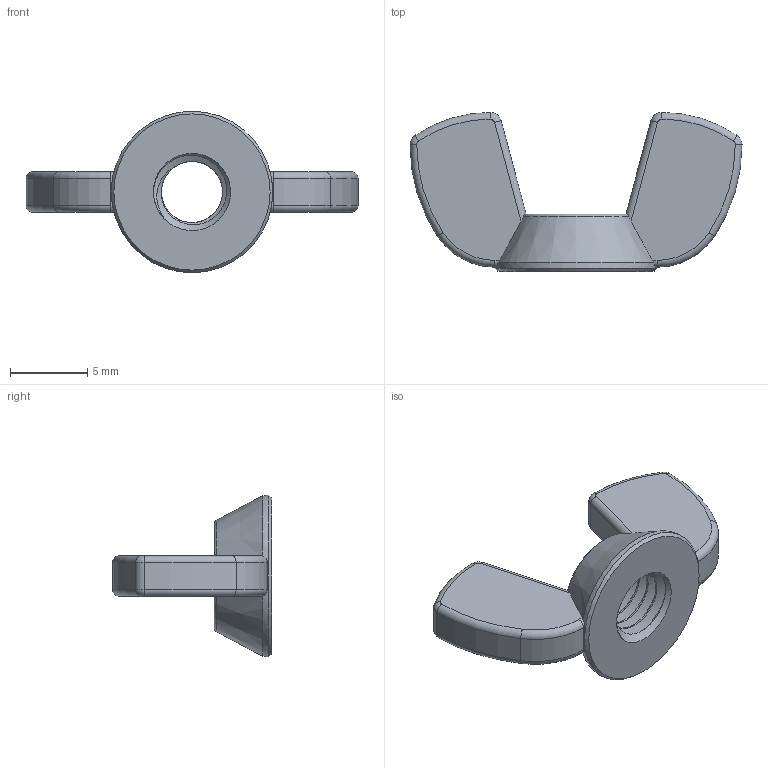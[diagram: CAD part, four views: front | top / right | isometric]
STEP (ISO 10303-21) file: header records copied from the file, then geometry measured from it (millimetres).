
FILE_DESCRIPTION(/* description */ ('STEP AP214'),/* implementation_level */ '2;1');
FILE_NAME(/* name */ '605375f4236aae10432de725',/* time_stamp */ '2021-03-18T15:47:01+00:00',/* author */ (''),/* organization */ (''),/* preprocessor_version */ 'ST-DEVELOPER v18.1',/* originating_system */ ' ',/* authorisation */ ' ');
FILE_SCHEMA (('AUTOMOTIVE_DESIGN {1 0 10303 214 3 1 1}'));
Length unit declared in the file: metre
Products named in the file (1): Part 1
Bounding box: 21.5 x 10.3 x 10.46 mm (x, y, z)
Volume: 455.4 mm3; surface area: 590.6 mm2
Topology: 1 solids, 1 shells, 60 faces, 148 edges, 90 vertices
Faces by surface type: torus 22, cylinder 20, plane 10, cone 6, bspline 2
Entity records: 2434 total; most frequent: CARTESIAN_POINT 1005, DIRECTION 316, ORIENTED_EDGE 288, EDGE_CURVE 144, AXIS2_PLACEMENT_3D 143, VERTEX_POINT 88, CIRCLE 80, EDGE_LOOP 64
